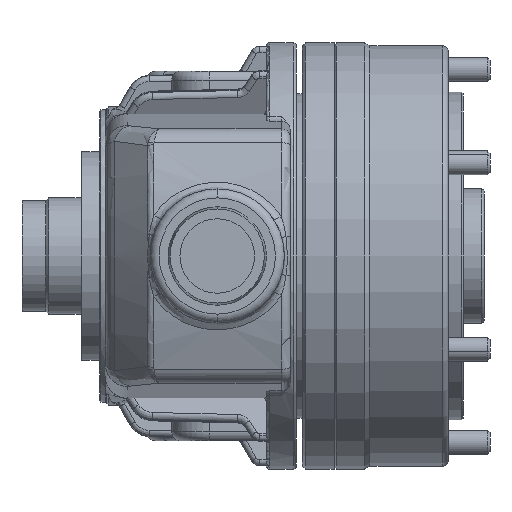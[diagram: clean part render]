
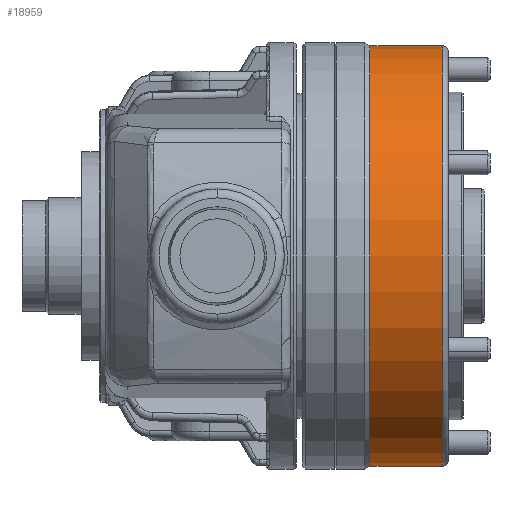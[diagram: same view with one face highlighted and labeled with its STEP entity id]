
A CAD part, front view. The second image highlights one B-rep face of the part: STEP entity #18959.
In plain terms, the highlighted cylindrical face has radius 70.5 mm (diameter 141 mm), a partial arc.
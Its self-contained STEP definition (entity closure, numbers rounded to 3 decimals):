
#450 = DIRECTION ( 'NONE',  ( -1., 0., 0. ) ) ;
#1087 = EDGE_CURVE ( 'NONE', #6326, #5019, #15393, .T. ) ;
#2089 = VECTOR ( 'NONE', #13809, 1000. ) ;
#2600 = AXIS2_PLACEMENT_3D ( 'NONE', #8648, #13580, #28373 ) ;
#3582 = FACE_OUTER_BOUND ( 'NONE', #27881, .T. ) ;
#3730 = CARTESIAN_POINT ( 'NONE',  ( 0., 0., 70.5 ) ) ;
#4869 = VERTEX_POINT ( 'NONE', #26440 ) ;
#5019 = VERTEX_POINT ( 'NONE', #32232 ) ;
#5085 = LINE ( 'NONE', #11895, #24224 ) ;
#5086 = CARTESIAN_POINT ( 'NONE',  ( 11.732, 0., 0. ) ) ;
#6326 = VERTEX_POINT ( 'NONE', #18358 ) ;
#7615 = DIRECTION ( 'NONE',  ( 0., 0., 1. ) ) ;
#8648 = CARTESIAN_POINT ( 'NONE',  ( 0., 0., 0. ) ) ;
#9142 = EDGE_CURVE ( 'NONE', #25769, #5019, #29636, .T. ) ;
#9493 = CYLINDRICAL_SURFACE ( 'NONE', #2600, 70.5 ) ;
#9988 = EDGE_CURVE ( 'NONE', #4869, #25769, #5085, .T. ) ;
#11895 = CARTESIAN_POINT ( 'NONE',  ( 0., 0., -70.5 ) ) ;
#12298 = EDGE_CURVE ( 'NONE', #4869, #6326, #32245, .T. ) ;
#13580 = DIRECTION ( 'NONE',  ( -1., 0., 0. ) ) ;
#13809 = DIRECTION ( 'NONE',  ( -1., 0., 0. ) ) ;
#15393 = LINE ( 'NONE', #3730, #2089 ) ;
#15490 = CARTESIAN_POINT ( 'NONE',  ( 36., 0., 0. ) ) ;
#18018 = DIRECTION ( 'NONE',  ( 0., 0., 1. ) ) ;
#18358 = CARTESIAN_POINT ( 'NONE',  ( 36., 0., 70.5 ) ) ;
#18442 = CARTESIAN_POINT ( 'NONE',  ( 11.732, 0., -70.5 ) ) ;
#18959 = ADVANCED_FACE ( 'NONE', ( #3582 ), #9493, .T. ) ;
#19995 = ORIENTED_EDGE ( 'NONE', *, *, #1087, .T. ) ;
#21425 = ORIENTED_EDGE ( 'NONE', *, *, #9142, .F. ) ;
#22520 = DIRECTION ( 'NONE',  ( -1., 0., 0. ) ) ;
#24224 = VECTOR ( 'NONE', #31745, 1000. ) ;
#24404 = ORIENTED_EDGE ( 'NONE', *, *, #12298, .T. ) ;
#24745 = AXIS2_PLACEMENT_3D ( 'NONE', #15490, #450, #18018 ) ;
#25769 = VERTEX_POINT ( 'NONE', #18442 ) ;
#26440 = CARTESIAN_POINT ( 'NONE',  ( 36., 0., -70.5 ) ) ;
#27881 = EDGE_LOOP ( 'NONE', ( #32079, #24404, #19995, #21425 ) ) ;
#28373 = DIRECTION ( 'NONE',  ( 0., 0., 1. ) ) ;
#29636 = CIRCLE ( 'NONE', #30784, 70.5 ) ;
#30784 = AXIS2_PLACEMENT_3D ( 'NONE', #5086, #22520, #7615 ) ;
#31745 = DIRECTION ( 'NONE',  ( -1., 0., 0. ) ) ;
#32079 = ORIENTED_EDGE ( 'NONE', *, *, #9988, .F. ) ;
#32232 = CARTESIAN_POINT ( 'NONE',  ( 11.732, 0., 70.5 ) ) ;
#32245 = CIRCLE ( 'NONE', #24745, 70.5 ) ;
